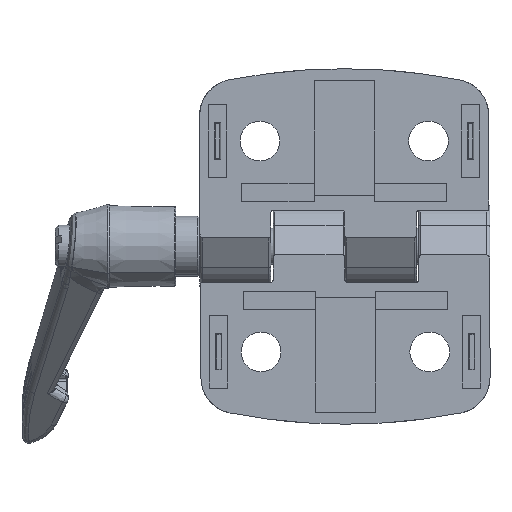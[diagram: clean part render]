
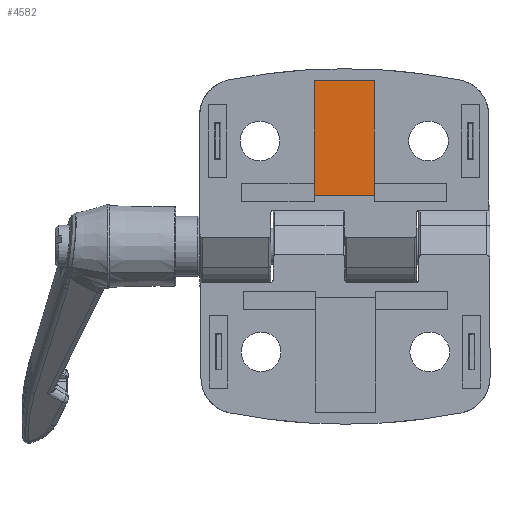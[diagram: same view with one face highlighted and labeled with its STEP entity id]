
A CAD part, front view. The second image highlights one B-rep face of the part: STEP entity #4582.
In plain terms, the highlighted planar face has unit normal (0, -1, 0).
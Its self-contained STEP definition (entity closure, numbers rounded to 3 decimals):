
#4582 = ADVANCED_FACE ( 'NONE', ( #9715 ), #10592, .F. ) ;
#5905 = VERTEX_POINT ( 'NONE', #14721 ) ;
#5913 = VERTEX_POINT ( 'NONE', #14725 ) ;
#5915 = VERTEX_POINT ( 'NONE', #14726 ) ;
#5924 = VERTEX_POINT ( 'NONE', #14731 ) ;
#5930 = VERTEX_POINT ( 'NONE', #14734 ) ;
#5934 = VERTEX_POINT ( 'NONE', #14736 ) ;
#7382 = EDGE_LOOP ( 'NONE', ( #8293, #8294, #8296, #8297, #8299, #8300 ) ) ;
#7555 = EDGE_CURVE ( 'NONE', #5915, #5905, #15849, .T. ) ;
#7567 = EDGE_CURVE ( 'NONE', #5924, #5913, #15873, .T. ) ;
#7570 = EDGE_CURVE ( 'NONE', #5930, #5915, #15879, .T. ) ;
#7573 = EDGE_CURVE ( 'NONE', #5913, #5934, #15885, .T. ) ;
#7574 = EDGE_CURVE ( 'NONE', #5934, #5930, #15887, .T. ) ;
#7575 = EDGE_CURVE ( 'NONE', #5905, #5924, #15889, .T. ) ;
#8293 = ORIENTED_EDGE ( 'NONE', *, *, #7570, .T. ) ;
#8294 = ORIENTED_EDGE ( 'NONE', *, *, #7555, .T. ) ;
#8296 = ORIENTED_EDGE ( 'NONE', *, *, #7575, .T. ) ;
#8297 = ORIENTED_EDGE ( 'NONE', *, *, #7567, .T. ) ;
#8299 = ORIENTED_EDGE ( 'NONE', *, *, #7573, .T. ) ;
#8300 = ORIENTED_EDGE ( 'NONE', *, *, #7574, .T. ) ;
#9715 = FACE_OUTER_BOUND ( 'NONE', #7382, .T. ) ;
#10585 = CARTESIAN_POINT ( 'NONE',  ( -5., 1.5, 8.5 ) ) ;
#10592 = PLANE ( 'NONE',  #10919 ) ;
#10594 = DIRECTION ( 'NONE',  ( 0., 1., 0. ) ) ;
#10595 = DIRECTION ( 'NONE',  ( 0., 0., -1. ) ) ;
#10919 = AXIS2_PLACEMENT_3D ( 'NONE', #10585, #10594, #10595 ) ;
#14721 = CARTESIAN_POINT ( 'NONE',  ( -5., 1.5, 8.5 ) ) ;
#14725 = CARTESIAN_POINT ( 'NONE',  ( 5., 1.5, 10.5 ) ) ;
#14726 = CARTESIAN_POINT ( 'NONE',  ( -5., 1.5, 10.5 ) ) ;
#14731 = CARTESIAN_POINT ( 'NONE',  ( 5., 1.5, 8.5 ) ) ;
#14734 = CARTESIAN_POINT ( 'NONE',  ( -5., 1.5, 27.5 ) ) ;
#14736 = CARTESIAN_POINT ( 'NONE',  ( 5., 1.5, 27.5 ) ) ;
#15849 = LINE ( 'NONE', #17514, #15852 ) ;
#15852 = VECTOR ( 'NONE', #17515, 1000. ) ;
#15873 = LINE ( 'NONE', #17536, #15876 ) ;
#15876 = VECTOR ( 'NONE', #17537, 1000. ) ;
#15879 = LINE ( 'NONE', #17542, #15882 ) ;
#15882 = VECTOR ( 'NONE', #17543, 1000. ) ;
#15885 = LINE ( 'NONE', #17548, #15888 ) ;
#15887 = LINE ( 'NONE', #17550, #15890 ) ;
#15888 = VECTOR ( 'NONE', #17549, 1000. ) ;
#15889 = LINE ( 'NONE', #17552, #15892 ) ;
#15890 = VECTOR ( 'NONE', #17551, 1000. ) ;
#15892 = VECTOR ( 'NONE', #17553, 1000. ) ;
#17514 = CARTESIAN_POINT ( 'NONE',  ( -5., 1.5, 8.5 ) ) ;
#17515 = DIRECTION ( 'NONE',  ( 0., 0., -1. ) ) ;
#17536 = CARTESIAN_POINT ( 'NONE',  ( 5., 1.5, 8.5 ) ) ;
#17537 = DIRECTION ( 'NONE',  ( 0., 0., 1. ) ) ;
#17542 = CARTESIAN_POINT ( 'NONE',  ( -5., 1.5, 8.5 ) ) ;
#17543 = DIRECTION ( 'NONE',  ( 0., 0., -1. ) ) ;
#17548 = CARTESIAN_POINT ( 'NONE',  ( 5., 1.5, 8.5 ) ) ;
#17549 = DIRECTION ( 'NONE',  ( 0., 0., 1. ) ) ;
#17550 = CARTESIAN_POINT ( 'NONE',  ( -5., 1.5, 27.5 ) ) ;
#17551 = DIRECTION ( 'NONE',  ( -1., 0., 0. ) ) ;
#17552 = CARTESIAN_POINT ( 'NONE',  ( -5., 1.5, 8.5 ) ) ;
#17553 = DIRECTION ( 'NONE',  ( 1., 0., 0. ) ) ;
